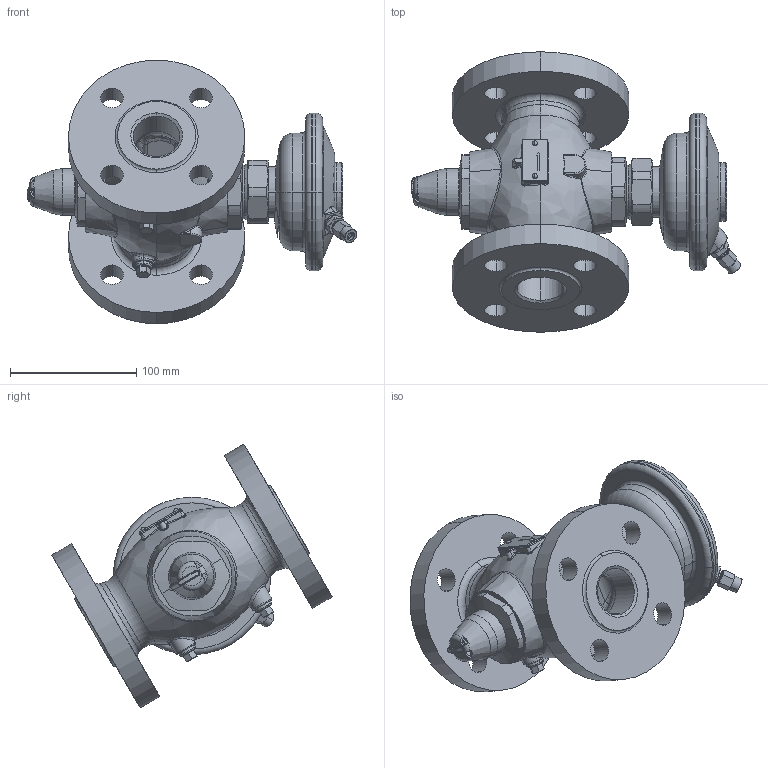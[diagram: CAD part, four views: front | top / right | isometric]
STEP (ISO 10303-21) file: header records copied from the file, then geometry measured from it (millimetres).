
FILE_DESCRIPTION((''),'2;1');
FILE_NAME('003H6474_ASM','2015-03-09T',('u317927'),('Danfoss'),'PRO/ENGINEER BY PARAMETRIC TECHNOLOGY CORPORATION, 2014000','PRO/ENGINEER BY PARAMETRIC TECHNOLOGY CORPORATION, 2014000','');
FILE_SCHEMA(('CONFIG_CONTROL_DESIGN'));
Length unit declared in the file: millimetre
Products named in the file (24): 8883809; 88810790_ZAVIHAN; 8883807_INST; TRATA-MUTTER; 8883883_ASM; 8883758_ASM; TYPENSCHILD-ANTRIEB; 5454032; 88810710; SERTO2; SERTO3; SERTO-1_ASM; 100003149; 49763; SCREWDIN910; SHILD-VGF; NIET2_5; 8883842; 8883844_ASM; 88821540; 88821480_ASM; 8882954; V-Q-32-FLANGE_ASM; 003H6474_ASM
Assembly tree (26 placements, depth 4):
  003H6474_ASM
    8883758_ASM
      8883809
      88810790_ZAVIHAN
      8883807_INST
      TRATA-MUTTER
      8883883_ASM
    TYPENSCHILD-ANTRIEB
    5454032
    SERTO-1_ASM
      88810710
      SERTO2
      SERTO3
    V-Q-32-FLANGE_ASM
      100003149
      49763  x2
      SCREWDIN910  x2
      SHILD-VGF
      NIET2_5  x2
      8883844_ASM
        8883842
      88821480_ASM
        88821540
      8882954
Bounding box: 261.52 x 222.42 x 209.24 mm (x, y, z)
Volume: 1160966.2 mm3; surface area: 307854.8 mm2
Topology: 20 solids, 33 shells, 1304 faces, 3061 edges, 1862 vertices
Faces by surface type: plane 415, cylinder 349, cone 227, torus 173, bspline 127, sphere 13
Entity records: 45836 total; most frequent: CARTESIAN_POINT 17115, DIRECTION 6027, ORIENTED_EDGE 5870, EDGE_CURVE 2961, AXIS2_PLACEMENT_3D 2541, VERTEX_POINT 1807, EDGE_LOOP 1376, CIRCLE 1331
